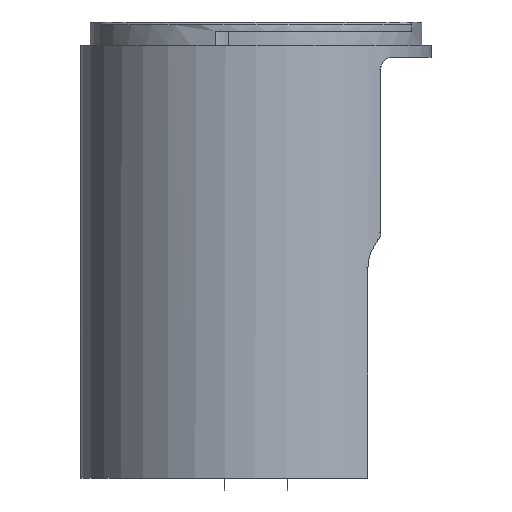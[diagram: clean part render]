
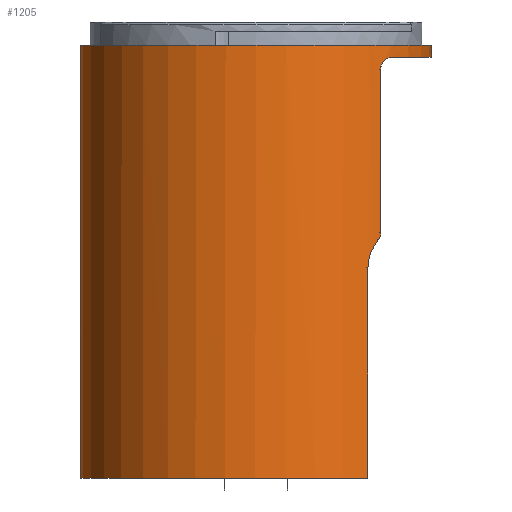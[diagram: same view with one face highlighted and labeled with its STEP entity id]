
A CAD part, left-side view. The second image highlights one B-rep face of the part: STEP entity #1205.
In plain terms, the highlighted cylindrical face has radius 15 mm (diameter 30 mm), a full revolution.
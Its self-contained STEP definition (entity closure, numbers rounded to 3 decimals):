
#104=CARTESIAN_POINT('',(-0.,-12.5,18.));
#105=VERTEX_POINT('',#104);
#106=CARTESIAN_POINT('',(0.,2.5,18.));
#107=DIRECTION('',(0.,0.,1.));
#108=DIRECTION('',(0.,-1.,0.));
#109=AXIS2_PLACEMENT_3D('',#106,#107,#108);
#110=CIRCLE('',#109,15.);
#111=EDGE_CURVE('',#105,#105,#110,.T.);
#979=CARTESIAN_POINT('',(-11.55,-7.071,-19.));
#980=VERTEX_POINT('',#979);
#987=CARTESIAN_POINT('',(11.55,-7.071,-19.));
#988=VERTEX_POINT('',#987);
#989=CARTESIAN_POINT('',(0.,2.5,-19.));
#990=DIRECTION('',(-0.,-0.,-1.));
#991=DIRECTION('',(0.,-1.,0.));
#992=AXIS2_PLACEMENT_3D('',#989,#990,#991);
#993=CIRCLE('',#992,15.);
#994=EDGE_CURVE('',#980,#988,#993,.T.);
#1021=CARTESIAN_POINT('',(0.,2.5,-25.));
#1022=DIRECTION('',(0.,0.,1.));
#1023=DIRECTION('',(0.,-1.,0.));
#1024=AXIS2_PLACEMENT_3D('',#1021,#1022,#1023);
#1025=CYLINDRICAL_SURFACE('',#1024,15.);
#1026=CARTESIAN_POINT('',(-0.,-12.5,17.));
#1027=VERTEX_POINT('',#1026);
#1028=CARTESIAN_POINT('',(0.,-12.5,18.));
#1029=DIRECTION('',(-0.,-0.,-1.));
#1030=VECTOR('',#1029,1.);
#1031=LINE('',#1028,#1030);
#1032=EDGE_CURVE('',#105,#1027,#1031,.T.);
#1033=ORIENTED_EDGE('',*,*,#1032,.T.);
#1034=CARTESIAN_POINT('',(9.5,-9.108,17.));
#1035=VERTEX_POINT('',#1034);
#1036=CARTESIAN_POINT('',(0.,2.5,17.));
#1037=DIRECTION('',(-0.,-0.,-1.));
#1038=DIRECTION('',(0.,-1.,0.));
#1039=AXIS2_PLACEMENT_3D('',#1036,#1037,#1038);
#1040=CIRCLE('',#1039,15.);
#1041=EDGE_CURVE('',#1035,#1027,#1040,.T.);
#1042=ORIENTED_EDGE('',*,*,#1041,.F.);
#1043=CARTESIAN_POINT('',(10.55,-8.163,15.95));
#1044=VERTEX_POINT('',#1043);
#1045=CARTESIAN_POINT('',(9.5,-9.108,17.));
#1046=CARTESIAN_POINT('',(9.626,-9.005,17.));
#1047=CARTESIAN_POINT('',(9.747,-8.902,16.978));
#1048=CARTESIAN_POINT('',(9.865,-8.8,16.935));
#1049=CARTESIAN_POINT('',(9.982,-8.697,16.891));
#1050=CARTESIAN_POINT('',(10.092,-8.598,16.827));
#1051=CARTESIAN_POINT('',(10.191,-8.506,16.74));
#1052=CARTESIAN_POINT('',(10.241,-8.46,16.697));
#1053=CARTESIAN_POINT('',(10.288,-8.416,16.647));
#1054=CARTESIAN_POINT('',(10.331,-8.375,16.592));
#1055=CARTESIAN_POINT('',(10.374,-8.334,16.536));
#1056=CARTESIAN_POINT('',(10.412,-8.298,16.475));
#1057=CARTESIAN_POINT('',(10.445,-8.266,16.408));
#1058=CARTESIAN_POINT('',(10.478,-8.234,16.34));
#1059=CARTESIAN_POINT('',(10.504,-8.208,16.268));
#1060=CARTESIAN_POINT('',(10.522,-8.19,16.191));
#1061=CARTESIAN_POINT('',(10.54,-8.173,16.113));
#1062=CARTESIAN_POINT('',(10.55,-8.163,16.032));
#1063=CARTESIAN_POINT('',(10.55,-8.163,15.95));
#1064=B_SPLINE_CURVE_WITH_KNOTS('',3,(#1045,#1046,#1047,#1048,#1049,#1050,#1051,#1052,#1053,#1054,#1055,#1056,#1057,#1058,#1059,#1060,#1061,#1062,#1063),.UNSPECIFIED.,.F.,.F.,(4,3,3,3,3,3,4),(0.,0.,0.001,0.001,0.001,0.002,0.002),.UNSPECIFIED.);
#1065=EDGE_CURVE('',#1035,#1044,#1064,.T.);
#1066=ORIENTED_EDGE('',*,*,#1065,.T.);
#1067=CARTESIAN_POINT('',(10.55,-8.163,2.));
#1068=VERTEX_POINT('',#1067);
#1069=CARTESIAN_POINT('',(10.55,-8.163,15.95));
#1070=DIRECTION('',(-0.,-0.,-1.));
#1071=VECTOR('',#1070,13.95);
#1072=LINE('',#1069,#1071);
#1073=EDGE_CURVE('',#1044,#1068,#1072,.T.);
#1074=ORIENTED_EDGE('',*,*,#1073,.T.);
#1075=CARTESIAN_POINT('',(10.74,-7.972,1.43));
#1076=VERTEX_POINT('',#1075);
#1077=CARTESIAN_POINT('',(10.55,-8.163,2.));
#1078=CARTESIAN_POINT('',(10.55,-8.163,1.945));
#1079=CARTESIAN_POINT('',(10.555,-8.158,1.892));
#1080=CARTESIAN_POINT('',(10.564,-8.149,1.84));
#1081=CARTESIAN_POINT('',(10.573,-8.141,1.788));
#1082=CARTESIAN_POINT('',(10.586,-8.127,1.736));
#1083=CARTESIAN_POINT('',(10.603,-8.11,1.688));
#1084=CARTESIAN_POINT('',(10.637,-8.077,1.591));
#1085=CARTESIAN_POINT('',(10.684,-8.029,1.504));
#1086=CARTESIAN_POINT('',(10.74,-7.972,1.43));
#1087=B_SPLINE_CURVE_WITH_KNOTS('',3,(#1077,#1078,#1079,#1080,#1081,#1082,#1083,#1084,#1085,#1086),.UNSPECIFIED.,.F.,.F.,(4,3,3,4),(0.,0.,0.,0.001),.UNSPECIFIED.);
#1088=EDGE_CURVE('',#1068,#1076,#1087,.T.);
#1089=ORIENTED_EDGE('',*,*,#1088,.T.);
#1090=CARTESIAN_POINT('',(11.55,-7.071,-1.));
#1091=VERTEX_POINT('',#1090);
#1092=CARTESIAN_POINT('',(10.74,-7.972,1.43));
#1093=CARTESIAN_POINT('',(10.859,-7.849,1.271));
#1094=CARTESIAN_POINT('',(10.968,-7.733,1.101));
#1095=CARTESIAN_POINT('',(11.066,-7.627,0.92));
#1096=CARTESIAN_POINT('',(11.115,-7.573,0.83));
#1097=CARTESIAN_POINT('',(11.16,-7.522,0.736));
#1098=CARTESIAN_POINT('',(11.203,-7.474,0.64));
#1099=CARTESIAN_POINT('',(11.246,-7.426,0.543));
#1100=CARTESIAN_POINT('',(11.286,-7.381,0.442));
#1101=CARTESIAN_POINT('',(11.322,-7.339,0.339));
#1102=CARTESIAN_POINT('',(11.394,-7.256,0.133));
#1103=CARTESIAN_POINT('',(11.451,-7.189,-0.081));
#1104=CARTESIAN_POINT('',(11.49,-7.143,-0.306));
#1105=CARTESIAN_POINT('',(11.51,-7.119,-0.418));
#1106=CARTESIAN_POINT('',(11.525,-7.101,-0.534));
#1107=CARTESIAN_POINT('',(11.535,-7.089,-0.65));
#1108=CARTESIAN_POINT('',(11.545,-7.077,-0.766));
#1109=CARTESIAN_POINT('',(11.55,-7.071,-0.882));
#1110=CARTESIAN_POINT('',(11.55,-7.071,-1.));
#1111=B_SPLINE_CURVE_WITH_KNOTS('',3,(#1092,#1093,#1094,#1095,#1096,#1097,#1098,#1099,#1100,#1101,#1102,#1103,#1104,#1105,#1106,#1107,#1108,#1109,#1110),.UNSPECIFIED.,.F.,.F.,(4,3,3,3,3,3,4),(0.,0.001,0.001,0.001,0.002,0.002,0.003),.UNSPECIFIED.);
#1112=EDGE_CURVE('',#1076,#1091,#1111,.T.);
#1113=ORIENTED_EDGE('',*,*,#1112,.T.);
#1114=CARTESIAN_POINT('',(11.55,-7.071,-1.));
#1115=DIRECTION('',(-0.,-0.,-1.));
#1116=VECTOR('',#1115,18.);
#1117=LINE('',#1114,#1116);
#1118=EDGE_CURVE('',#1091,#988,#1117,.T.);
#1119=ORIENTED_EDGE('',*,*,#1118,.T.);
#1120=ORIENTED_EDGE('',*,*,#994,.F.);
#1121=CARTESIAN_POINT('',(-11.55,-7.071,-1.));
#1122=VERTEX_POINT('',#1121);
#1123=CARTESIAN_POINT('',(-11.55,-7.071,-19.));
#1124=DIRECTION('',(0.,0.,1.));
#1125=VECTOR('',#1124,18.);
#1126=LINE('',#1123,#1125);
#1127=EDGE_CURVE('',#980,#1122,#1126,.T.);
#1128=ORIENTED_EDGE('',*,*,#1127,.T.);
#1129=CARTESIAN_POINT('',(-10.74,-7.972,1.43));
#1130=VERTEX_POINT('',#1129);
#1131=CARTESIAN_POINT('',(-11.55,-7.071,-1.));
#1132=CARTESIAN_POINT('',(-11.55,-7.071,-0.765));
#1133=CARTESIAN_POINT('',(-11.53,-7.095,-0.536));
#1134=CARTESIAN_POINT('',(-11.491,-7.141,-0.312));
#1135=CARTESIAN_POINT('',(-11.453,-7.187,-0.089));
#1136=CARTESIAN_POINT('',(-11.395,-7.255,0.13));
#1137=CARTESIAN_POINT('',(-11.323,-7.338,0.336));
#1138=CARTESIAN_POINT('',(-11.18,-7.503,0.746));
#1139=CARTESIAN_POINT('',(-10.979,-7.726,1.111));
#1140=CARTESIAN_POINT('',(-10.74,-7.972,1.43));
#1141=B_SPLINE_CURVE_WITH_KNOTS('',3,(#1131,#1132,#1133,#1134,#1135,#1136,#1137,#1138,#1139,#1140),.UNSPECIFIED.,.F.,.F.,(4,3,3,4),(0.,0.001,0.001,0.003),.UNSPECIFIED.);
#1142=EDGE_CURVE('',#1122,#1130,#1141,.T.);
#1143=ORIENTED_EDGE('',*,*,#1142,.T.);
#1144=CARTESIAN_POINT('',(-10.55,-8.163,2.));
#1145=VERTEX_POINT('',#1144);
#1146=CARTESIAN_POINT('',(-10.74,-7.972,1.43));
#1147=CARTESIAN_POINT('',(-10.712,-8.,1.467));
#1148=CARTESIAN_POINT('',(-10.687,-8.026,1.507));
#1149=CARTESIAN_POINT('',(-10.664,-8.049,1.55));
#1150=CARTESIAN_POINT('',(-10.641,-8.073,1.592));
#1151=CARTESIAN_POINT('',(-10.62,-8.093,1.639));
#1152=CARTESIAN_POINT('',(-10.603,-8.11,1.687));
#1153=CARTESIAN_POINT('',(-10.586,-8.127,1.736));
#1154=CARTESIAN_POINT('',(-10.573,-8.14,1.786));
#1155=CARTESIAN_POINT('',(-10.564,-8.149,1.838));
#1156=CARTESIAN_POINT('',(-10.555,-8.158,1.891));
#1157=CARTESIAN_POINT('',(-10.55,-8.163,1.945));
#1158=CARTESIAN_POINT('',(-10.55,-8.163,2.));
#1159=B_SPLINE_CURVE_WITH_KNOTS('',3,(#1146,#1147,#1148,#1149,#1150,#1151,#1152,#1153,#1154,#1155,#1156,#1157,#1158),.UNSPECIFIED.,.F.,.F.,(4,3,3,3,4),(0.,0.,0.,0.,0.001),.UNSPECIFIED.);
#1160=EDGE_CURVE('',#1130,#1145,#1159,.T.);
#1161=ORIENTED_EDGE('',*,*,#1160,.T.);
#1162=CARTESIAN_POINT('',(-10.55,-8.163,15.95));
#1163=VERTEX_POINT('',#1162);
#1164=CARTESIAN_POINT('',(-10.55,-8.163,2.));
#1165=DIRECTION('',(0.,0.,1.));
#1166=VECTOR('',#1165,13.95);
#1167=LINE('',#1164,#1166);
#1168=EDGE_CURVE('',#1145,#1163,#1167,.T.);
#1169=ORIENTED_EDGE('',*,*,#1168,.T.);
#1170=CARTESIAN_POINT('',(-9.5,-9.108,17.));
#1171=VERTEX_POINT('',#1170);
#1172=CARTESIAN_POINT('',(-10.55,-8.163,15.95));
#1173=CARTESIAN_POINT('',(-10.55,-8.163,16.032));
#1174=CARTESIAN_POINT('',(-10.541,-8.172,16.111));
#1175=CARTESIAN_POINT('',(-10.523,-8.19,16.188));
#1176=CARTESIAN_POINT('',(-10.505,-8.208,16.266));
#1177=CARTESIAN_POINT('',(-10.478,-8.234,16.339));
#1178=CARTESIAN_POINT('',(-10.446,-8.265,16.406));
#1179=CARTESIAN_POINT('',(-10.413,-8.296,16.473));
#1180=CARTESIAN_POINT('',(-10.375,-8.334,16.535));
#1181=CARTESIAN_POINT('',(-10.332,-8.374,16.59));
#1182=CARTESIAN_POINT('',(-10.29,-8.414,16.645));
#1183=CARTESIAN_POINT('',(-10.243,-8.458,16.695));
#1184=CARTESIAN_POINT('',(-10.193,-8.505,16.739));
#1185=CARTESIAN_POINT('',(-10.093,-8.598,16.827));
#1186=CARTESIAN_POINT('',(-9.983,-8.696,16.891));
#1187=CARTESIAN_POINT('',(-9.866,-8.799,16.934));
#1188=CARTESIAN_POINT('',(-9.749,-8.901,16.978));
#1189=CARTESIAN_POINT('',(-9.626,-9.005,17.));
#1190=CARTESIAN_POINT('',(-9.5,-9.108,17.));
#1191=B_SPLINE_CURVE_WITH_KNOTS('',3,(#1172,#1173,#1174,#1175,#1176,#1177,#1178,#1179,#1180,#1181,#1182,#1183,#1184,#1185,#1186,#1187,#1188,#1189,#1190),.UNSPECIFIED.,.F.,.F.,(4,3,3,3,3,3,4),(0.,0.,0.,0.001,0.001,0.001,0.002),.UNSPECIFIED.);
#1192=EDGE_CURVE('',#1163,#1171,#1191,.T.);
#1193=ORIENTED_EDGE('',*,*,#1192,.T.);
#1194=CARTESIAN_POINT('',(0.,2.5,17.));
#1195=DIRECTION('',(-0.,-0.,-1.));
#1196=DIRECTION('',(0.,-1.,0.));
#1197=AXIS2_PLACEMENT_3D('',#1194,#1195,#1196);
#1198=CIRCLE('',#1197,15.);
#1199=EDGE_CURVE('',#1027,#1171,#1198,.T.);
#1200=ORIENTED_EDGE('',*,*,#1199,.F.);
#1201=ORIENTED_EDGE('',*,*,#1032,.F.);
#1202=ORIENTED_EDGE('',*,*,#111,.F.);
#1203=EDGE_LOOP('',(#1033,#1042,#1066,#1074,#1089,#1113,#1119,#1120,#1128,#1143,#1161,#1169,#1193,#1200,#1201,#1202));
#1204=FACE_BOUND('',#1203,.T.);
#1205=ADVANCED_FACE('',(#1204),#1025,.T.);
